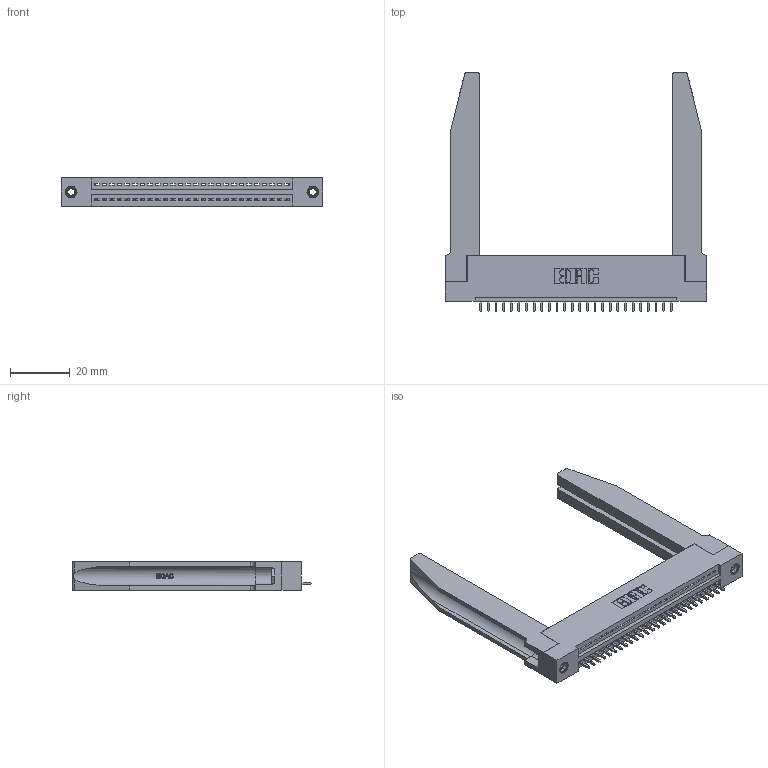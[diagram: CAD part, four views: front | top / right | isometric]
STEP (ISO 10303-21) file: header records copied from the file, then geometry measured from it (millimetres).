
FILE_DESCRIPTION (( 'STEP AP203' ), '1' );
FILE_NAME ('395-026-521-178.STEP', '2019-10-18T08:59:15', ( '' ), ( '' ), 'SwSTEP 2.0', 'SolidWorks 2016', '' );
FILE_SCHEMA (( 'CONFIG_CONTROL_DESIGN' ));
Length unit declared in the file: inch
Products named in the file (5): 345-220-078_345-220-078; 345 Part_Flush Mounting Lugs - 0.156 Dia-TH; 345-292-001_345-293-121; 395-026-521-178; 345-250-001_345-250-001-102
Assembly tree (31 placements, depth 2):
  395-026-521-178
    345 Part_Flush Mounting Lugs - 0.156 Dia-TH
    345-292-001_345-293-121  x26
    345-250-001_345-250-001-102  x2
    345-220-078_345-220-078  x2
Bounding box: 87.27 x 79.68 x 9.4 mm (x, y, z)
Volume: 15854.9 mm3; surface area: 17082.2 mm2
Topology: 31 solids, 31 shells, 1868 faces, 5525 edges, 3638 vertices
Faces by surface type: plane 1262, cylinder 554, bspline 36, cone 12, torus 4
Entity records: 26480 total; most frequent: CARTESIAN_POINT 5485, ORIENTED_EDGE 4342, DIRECTION 3821, EDGE_CURVE 2171, VECTOR 1841, LINE 1841, VERTEX_POINT 1440, AXIS2_PLACEMENT_3D 990
